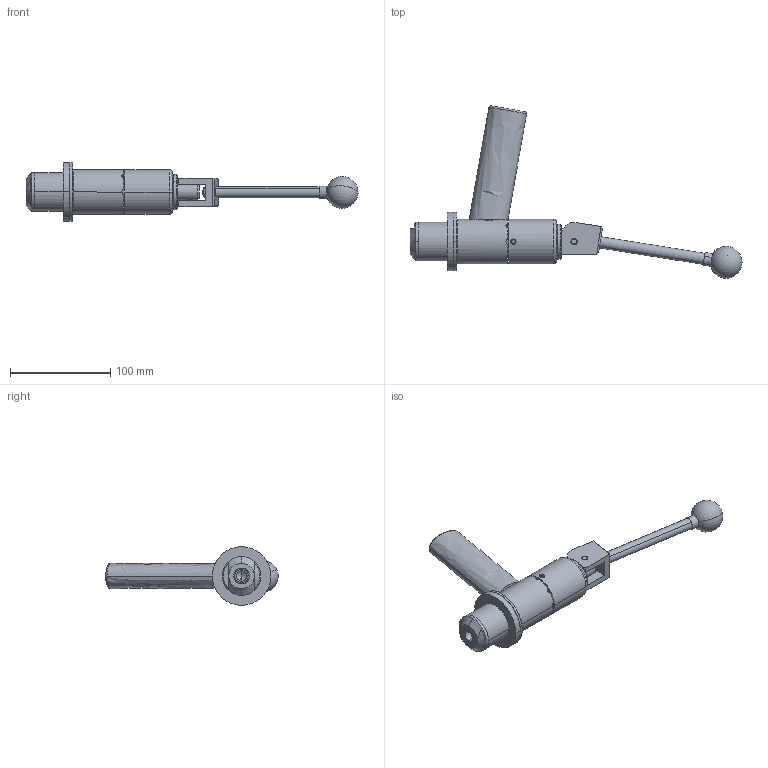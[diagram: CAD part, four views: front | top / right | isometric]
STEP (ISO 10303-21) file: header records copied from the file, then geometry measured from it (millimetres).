
FILE_DESCRIPTION (( 'STEP AP214' ), '1' );
FILE_NAME ('CTSC-003905.STEP', '2025-06-26T15:48:51', ( '' ), ( '' ), 'SwSTEP 2.0', 'SolidWorks 2023', '' );
FILE_SCHEMA (( 'AUTOMOTIVE_DESIGN' ));
Length unit declared in the file: inch
Products named in the file (1): CTSC-003905
Bounding box: 330.67 x 171.73 x 58.42 mm (x, y, z)
Volume: 336596.7 mm3; surface area: 89420.2 mm2
Topology: 11 solids, 11 shells, 294 faces, 712 edges, 450 vertices
Faces by surface type: cylinder 121, plane 107, cone 45, torus 12, bspline 7, sphere 2
Entity records: 14631 total; most frequent: CARTESIAN_POINT 4054, DIRECTION 1412, ORIENTED_EDGE 1394, EDGE_CURVE 697, AXIS2_PLACEMENT_3D 558, VERTEX_POINT 444, EDGE_LOOP 333, VECTOR 296
